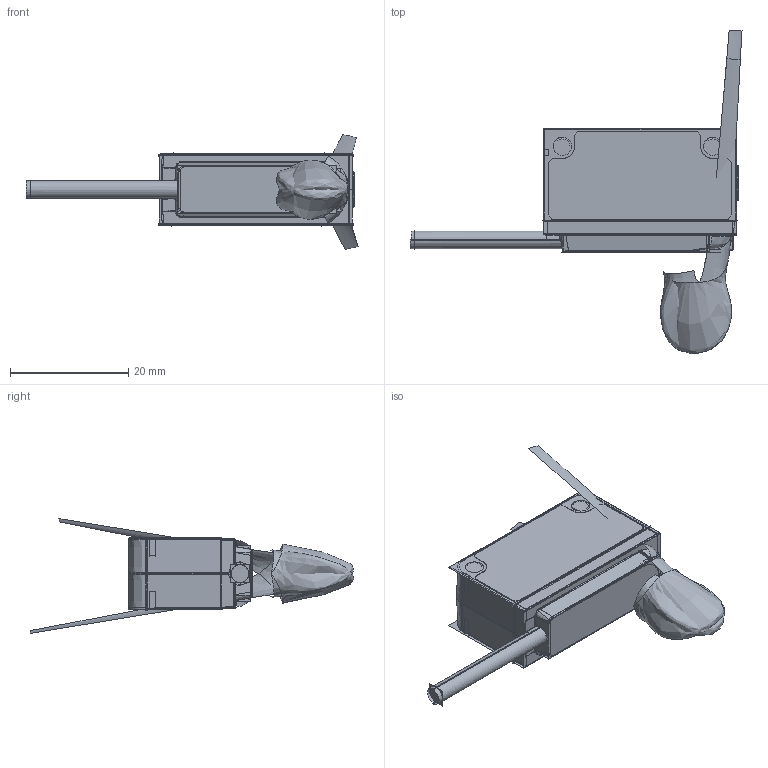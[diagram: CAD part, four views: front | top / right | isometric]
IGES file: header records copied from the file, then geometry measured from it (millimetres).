
Start section:  PTC IGES file: 241957_sm01.igs
Global section: file name: 241957_sm01.igs; native system: Creo Parametric by PTC Inc.; preprocessor: 2022414; author: banengservice; organization: Unknown; date: 20241122.144026; units: millimetre
Bounding box: 56.08 x 54.65 x 19.38 mm (x, y, z)
Volume: 7497.4 mm3; surface area: 18613.6 mm2
Topology: 1 solids, 2 shells, 1088 faces, 5578 edges, 7010 vertices
Faces by surface type: bspline 550, revolution 522, extrusion 16
